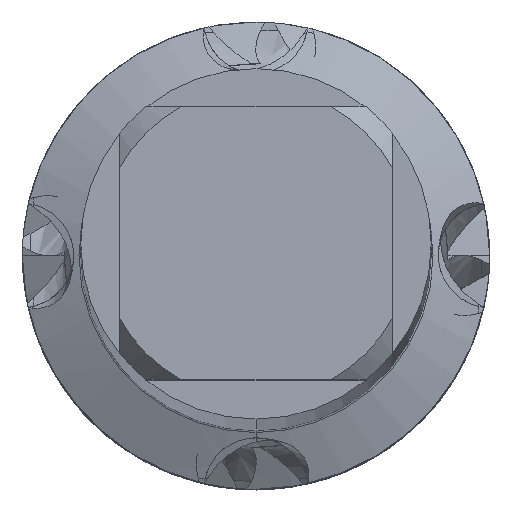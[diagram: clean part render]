
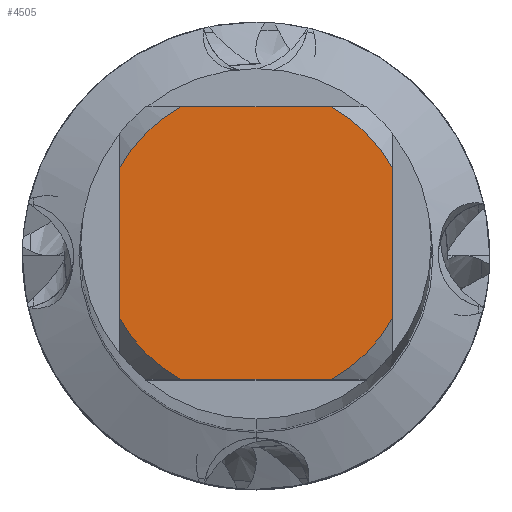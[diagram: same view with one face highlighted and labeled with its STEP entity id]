
A CAD part, top view. The second image highlights one B-rep face of the part: STEP entity #4505.
In plain terms, the highlighted planar face has unit normal (0, 0, 1).
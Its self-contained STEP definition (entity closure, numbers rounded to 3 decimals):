
#2217=EDGE_CURVE('',#4135,#5497,#6475,.T.);
#2223=EDGE_CURVE('',#4135,#5659,#6481,.T.);
#2421=VERTEX_POINT('',#6699);
#2485=VERTEX_POINT('',#6771);
#2655=VERTEX_POINT('',#6956);
#3383=EDGE_CURVE('',#2421,#2485,#7757,.T.);
#3547=EDGE_CURVE('',#5927,#5659,#7933,.T.);
#4135=VERTEX_POINT('',#8570);
#4505=ADVANCED_FACE('',(#8966),#8967,.T.);
#4951=EDGE_CURVE('',#6313,#2485,#9453,.T.);
#5193=EDGE_CURVE('',#2421,#5497,#9712,.T.);
#5497=VERTEX_POINT('',#10045);
#5659=VERTEX_POINT('',#10222);
#5905=EDGE_CURVE('',#5927,#2655,#10489,.T.);
#5927=VERTEX_POINT('',#10514);
#6313=VERTEX_POINT('',#10926);
#6327=EDGE_CURVE('',#6313,#2655,#10941,.T.);
#6475=CIRCLE('',#11587,4.0);
#6481=LINE('',#11614,#11615);
#6699=CARTESIAN_POINT('',(3.5,-1.936,0.0));
#6771=CARTESIAN_POINT('',(1.936,-3.5,0.0));
#6956=CARTESIAN_POINT('',(-3.5,-1.936,0.0));
#7757=CIRCLE('',#18006,4.0);
#7933=CIRCLE('',#19143,4.0);
#8570=CARTESIAN_POINT('',(1.936,3.5,0.0));
#8966=FACE_OUTER_BOUND('',#24316,.T.);
#8967=PLANE('',#24317);
#9453=LINE('',#26914,#26915);
#9712=LINE('',#28324,#28325);
#10045=CARTESIAN_POINT('',(3.5,1.936,0.0));
#10222=CARTESIAN_POINT('',(-1.936,3.5,0.0));
#10489=LINE('',#31746,#31747);
#10514=CARTESIAN_POINT('',(-3.5,1.936,0.0));
#10926=CARTESIAN_POINT('',(-1.936,-3.5,0.0));
#10941=CIRCLE('',#33791,4.0);
#11587=AXIS2_PLACEMENT_3D('',#33984,#33985,#33986);
#11614=CARTESIAN_POINT('',(0.0,3.5,0.0));
#11615=VECTOR('',#33988,1.0);
#18006=AXIS2_PLACEMENT_3D('',#35507,#35508,#35509);
#19143=AXIS2_PLACEMENT_3D('',#35628,#35629,#35630);
#24316=EDGE_LOOP('',(#36446,#36447,#36448,#36449,#36450,#36451,#36452,#36453));
#24317=AXIS2_PLACEMENT_3D('',#36454,#36455,#36456);
#26914=CARTESIAN_POINT('',(0.0,-3.5,0.0));
#26915=VECTOR('',#36901,1.0);
#28324=CARTESIAN_POINT('',(3.5,1.0,0.0));
#28325=VECTOR('',#37101,1.0);
#31746=CARTESIAN_POINT('',(-3.5,1.0,0.0));
#31747=VECTOR('',#37846,1.0);
#33791=AXIS2_PLACEMENT_3D('',#38312,#38313,#38314);
#33984=CARTESIAN_POINT('',(0.0,0.0,0.0));
#33985=DIRECTION('',(0.0,0.0,-1.0));
#33986=DIRECTION('',(0.0,1.0,0.0));
#33988=DIRECTION('',(-1.0,0.0,0.0));
#35507=CARTESIAN_POINT('',(0.0,0.0,0.0));
#35508=DIRECTION('',(0.0,0.0,-1.0));
#35509=DIRECTION('',(0.0,1.0,0.0));
#35628=CARTESIAN_POINT('',(0.0,0.0,0.0));
#35629=DIRECTION('',(0.0,0.0,-1.0));
#35630=DIRECTION('',(0.0,1.0,0.0));
#36446=ORIENTED_EDGE('',*,*,#5905,.T.);
#36447=ORIENTED_EDGE('',*,*,#6327,.F.);
#36448=ORIENTED_EDGE('',*,*,#4951,.T.);
#36449=ORIENTED_EDGE('',*,*,#3383,.F.);
#36450=ORIENTED_EDGE('',*,*,#5193,.T.);
#36451=ORIENTED_EDGE('',*,*,#2217,.F.);
#36452=ORIENTED_EDGE('',*,*,#2223,.T.);
#36453=ORIENTED_EDGE('',*,*,#3547,.F.);
#36454=CARTESIAN_POINT('',(0.0,2.0,0.0));
#36455=DIRECTION('',(-0.0,0.0,1.0));
#36456=DIRECTION('',(0.0,-1.0,0.0));
#36901=DIRECTION('',(1.0,0.0,0.0));
#37101=DIRECTION('',(-0.0,1.0,0.0));
#37846=DIRECTION('',(-0.0,-1.0,0.0));
#38312=CARTESIAN_POINT('',(0.0,0.0,0.0));
#38313=DIRECTION('',(0.0,0.0,-1.0));
#38314=DIRECTION('',(0.0,1.0,0.0));
